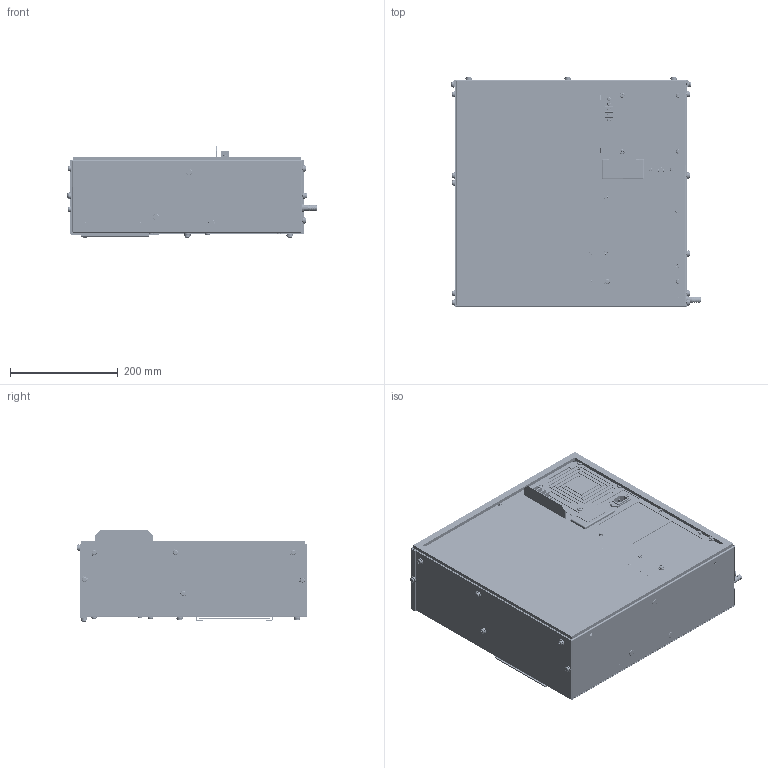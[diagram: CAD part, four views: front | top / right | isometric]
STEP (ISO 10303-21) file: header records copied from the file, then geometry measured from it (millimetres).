
FILE_DESCRIPTION (( 'STEP AP203' ), '1' );
FILE_NAME ('STEP-KA4C1DSP17L_defeature.STEP', '2024-08-22T20:59:04', ( '' ), ( '' ), 'SwSTEP 2.0', 'SolidWorks 2024', '' );
FILE_SCHEMA (( 'CONFIG_CONTROL_DESIGN' ));
Products named in the file (1): STEP-KA4C1DSP17L_defeature
Bounding box: 464.2 x 429.36 x 169.57 mm (x, y, z)
Volume: 5531454.3 mm3; surface area: 1686332.3 mm2
Topology: 2 solids, 72 shells, 6888 faces, 18021 edges, 11506 vertices
Faces by surface type: cylinder 3031, plane 1954, bspline 1044, torus 438, cone 399, sphere 22
Entity records: 338790 total; most frequent: CARTESIAN_POINT 185571, ORIENTED_EDGE 35990, DIRECTION 28337, EDGE_CURVE 17995, VERTEX_POINT 11506, AXIS2_PLACEMENT_3D 10340, LINE 7657, VECTOR 7657
